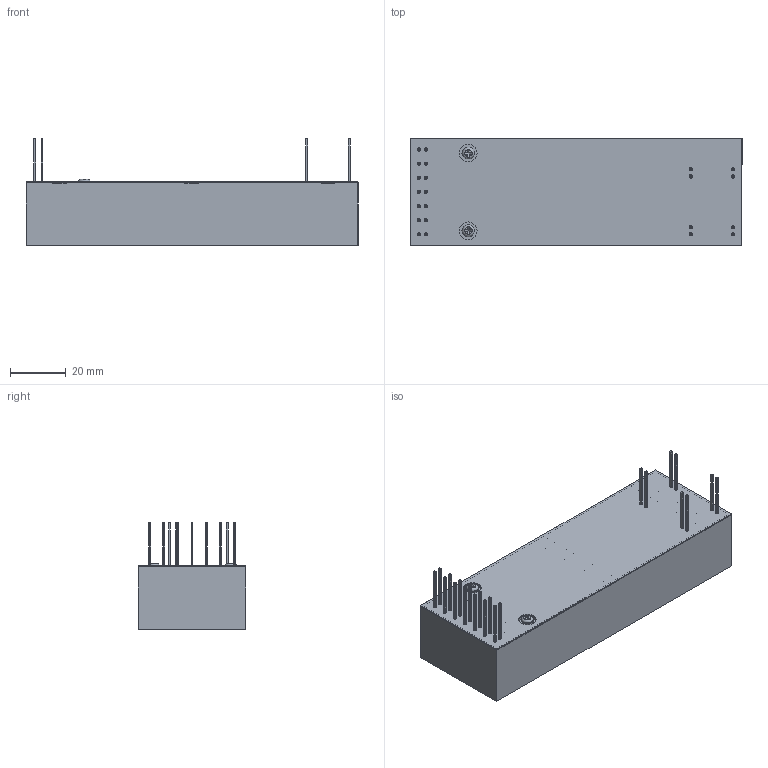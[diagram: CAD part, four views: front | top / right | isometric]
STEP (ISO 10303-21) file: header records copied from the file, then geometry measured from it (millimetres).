
FILE_DESCRIPTION((''),'2;1');
FILE_NAME('FIL-5V-3A.stp','2019-04-29T16:39:56',('bholden'),(''),'Autodesk Inventor 2012','Autodesk Inventor 2012','');
FILE_SCHEMA(('CONFIG_CONTROL_DESIGN'));
Length unit declared in the file: inch
Products named in the file (1): FIL-5V-3A
Bounding box: 119.38 x 38.73 x 38.53 mm (x, y, z)
Surface area: 68595 mm2 (no closed solid volume)
Topology: 0 solids, 43 shells, 1579 faces, 4290 edges, 2724 vertices
Faces by surface type: plane 1255, cylinder 224, cone 98, torus 2
Full cylindrical faces by diameter (mm): 0.127 x32, 0.508 x83, 1.016 x44, 1.067 x8, 1.168 x22, 1.321 x4, 1.694 x2, 2.184 x2, 2.489 x2, 3.175 x2, 3.2 x2, 3.251 x8, 4.242 x2, 6.35 x4, 12.7 x3
Entity records: 47965 total; most frequent: CARTESIAN_POINT 7984, ORIENTED_EDGE 7524, DIRECTION 7434, EDGE_CURVE 3762, VECTOR 3170, LINE 3170, VERTEX_POINT 2516, EDGE_LOOP 2398
